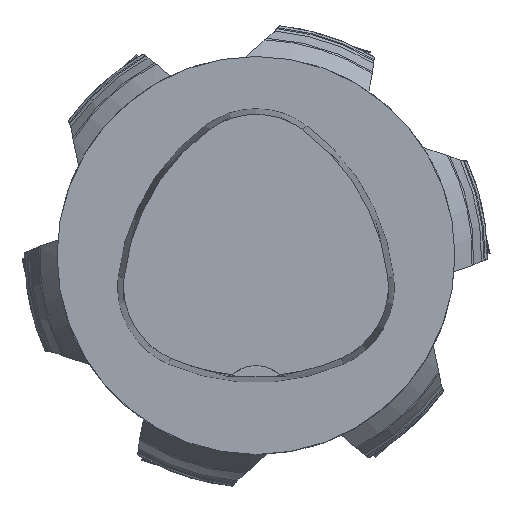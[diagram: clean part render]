
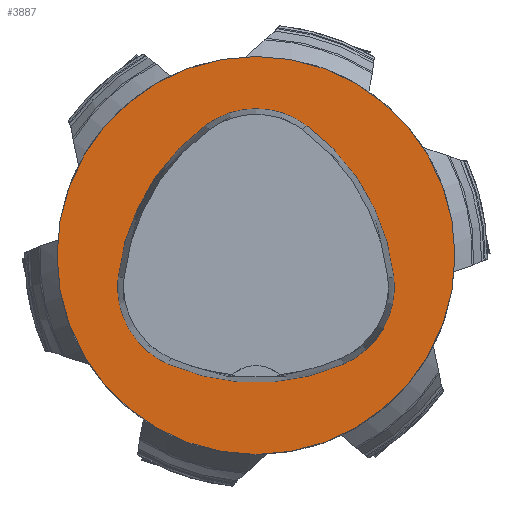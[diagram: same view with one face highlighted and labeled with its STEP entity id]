
A CAD part, top view. The second image highlights one B-rep face of the part: STEP entity #3887.
In plain terms, the highlighted planar face has unit normal (0, 0, 1).
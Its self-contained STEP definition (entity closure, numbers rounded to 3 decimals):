
#1111=FACE_BOUND('',#9683,.T.);
#1112=FACE_BOUND('',#9684,.T.);
#3887=ADVANCED_FACE('',(#1111,#1112),#6170,.T.);
#6170=PLANE('',#44154);
#9683=EDGE_LOOP('',(#18113,#18114,#18115,#18116,#18117,#18118));
#9684=EDGE_LOOP('',(#18119));
#14057=CIRCLE('',#44131,44.);
#14058=CIRCLE('',#44133,17.);
#14059=CIRCLE('',#44135,44.);
#14060=CIRCLE('',#44137,17.);
#14061=CIRCLE('',#44139,44.);
#14062=CIRCLE('',#44141,17.);
#14063=CIRCLE('',#44153,40.);
#18113=ORIENTED_EDGE('',*,*,#34080,.T.);
#18114=ORIENTED_EDGE('',*,*,#34078,.T.);
#18115=ORIENTED_EDGE('',*,*,#34076,.T.);
#18116=ORIENTED_EDGE('',*,*,#34074,.T.);
#18117=ORIENTED_EDGE('',*,*,#34072,.T.);
#18118=ORIENTED_EDGE('',*,*,#34070,.T.);
#18119=ORIENTED_EDGE('',*,*,#34093,.F.);
#29673=VERTEX_POINT('',#67612);
#29674=VERTEX_POINT('',#67614);
#29675=VERTEX_POINT('',#67618);
#29676=VERTEX_POINT('',#67622);
#29677=VERTEX_POINT('',#67626);
#29678=VERTEX_POINT('',#67630);
#29687=VERTEX_POINT('',#67662);
#34070=EDGE_CURVE('',#29674,#29673,#14057,.T.);
#34072=EDGE_CURVE('',#29675,#29674,#14058,.T.);
#34074=EDGE_CURVE('',#29676,#29675,#14059,.T.);
#34076=EDGE_CURVE('',#29677,#29676,#14060,.T.);
#34078=EDGE_CURVE('',#29678,#29677,#14061,.T.);
#34080=EDGE_CURVE('',#29673,#29678,#14062,.T.);
#34093=EDGE_CURVE('',#29687,#29687,#14063,.T.);
#44131=AXIS2_PLACEMENT_3D('',#67613,#50201,#50202);
#44133=AXIS2_PLACEMENT_3D('',#67617,#50206,#50207);
#44135=AXIS2_PLACEMENT_3D('',#67621,#50211,#50212);
#44137=AXIS2_PLACEMENT_3D('',#67625,#50216,#50217);
#44139=AXIS2_PLACEMENT_3D('',#67629,#50221,#50222);
#44141=AXIS2_PLACEMENT_3D('',#67633,#50226,#50227);
#44153=AXIS2_PLACEMENT_3D('',#67661,#50258,#50259);
#44154=AXIS2_PLACEMENT_3D('',#67663,#50260,#50261);
#50201=DIRECTION('',(0.,0.,-1.));
#50202=DIRECTION('',(-1.,0.,0.));
#50206=DIRECTION('',(0.,0.,-1.));
#50207=DIRECTION('',(-1.,0.,0.));
#50211=DIRECTION('',(0.,0.,-1.));
#50212=DIRECTION('',(-1.,0.,0.));
#50216=DIRECTION('',(0.,0.,-1.));
#50217=DIRECTION('',(-1.,0.,0.));
#50221=DIRECTION('',(0.,0.,-1.));
#50222=DIRECTION('',(-1.,0.,0.));
#50226=DIRECTION('',(0.,0.,-1.));
#50227=DIRECTION('',(-1.,0.,0.));
#50258=DIRECTION('',(0.,0.,-1.));
#50259=DIRECTION('',(-1.,0.,0.));
#50260=DIRECTION('',(0.,0.,1.));
#50261=DIRECTION('',(1.,0.,0.));
#67612=CARTESIAN_POINT('',(-17.652,-21.819,0.));
#67613=CARTESIAN_POINT('',(0.017,18.477,0.));
#67614=CARTESIAN_POINT('',(17.611,-21.852,0.));
#67617=CARTESIAN_POINT('',(10.814,-6.27,0.));
#67618=CARTESIAN_POINT('',(27.71,-4.394,0.));
#67621=CARTESIAN_POINT('',(-16.021,-9.25,0.));
#67622=CARTESIAN_POINT('',(10.049,26.194,0.));
#67625=CARTESIAN_POINT('',(-0.023,12.5,0.));
#67626=CARTESIAN_POINT('',(-10.119,26.178,0.));
#67629=CARTESIAN_POINT('',(16.01,-9.224,0.));
#67630=CARTESIAN_POINT('',(-27.722,-4.378,0.));
#67633=CARTESIAN_POINT('',(-10.825,-6.25,0.));
#67661=CARTESIAN_POINT('',(0.,0.,
0.));
#67662=CARTESIAN_POINT('',(-40.,0.,0.));
#67663=CARTESIAN_POINT('',(0.,0.,
0.));
